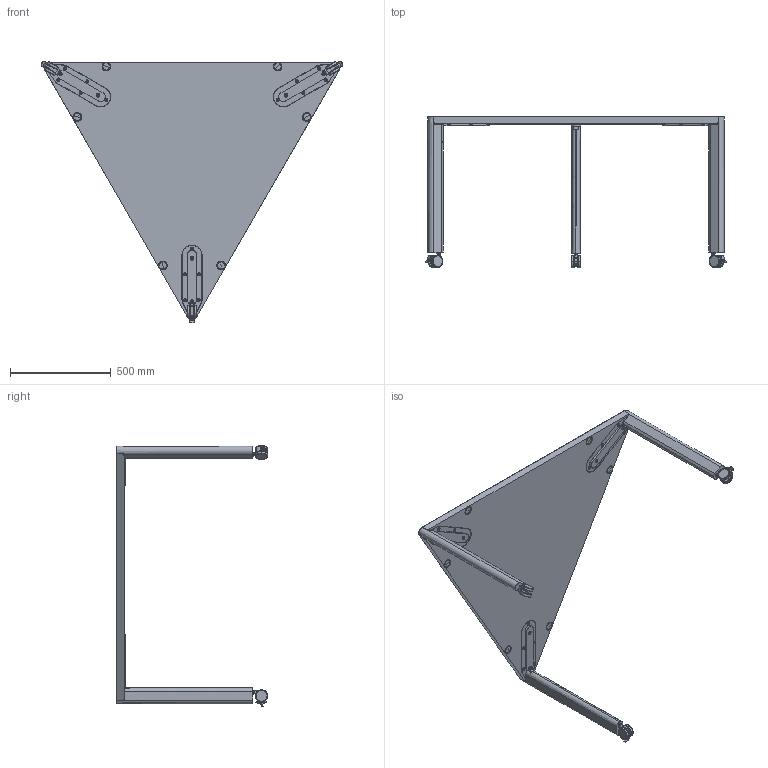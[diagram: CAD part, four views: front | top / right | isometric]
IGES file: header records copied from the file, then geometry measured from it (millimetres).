
Start section: SolidWorks IGES file using analytic representation for surfaces
Global section: file name: Arco-Move-Triangular_2-HofmanDujardin-3Dfile.IGS; native system: SolidWorks 2022; preprocessor: SolidWorks 2022; author: jellisg; date: 230329.115252; units: millimetre
Bounding box: 1497.32 x 750 x 1298.95 mm (x, y, z)
Surface area: 2750880.6 mm2 (no closed solid volume)
Topology: 0 solids, 0 shells, 583 faces, 9339 edges, 9327 vertices
Faces by surface type: bspline 312, revolution 271
